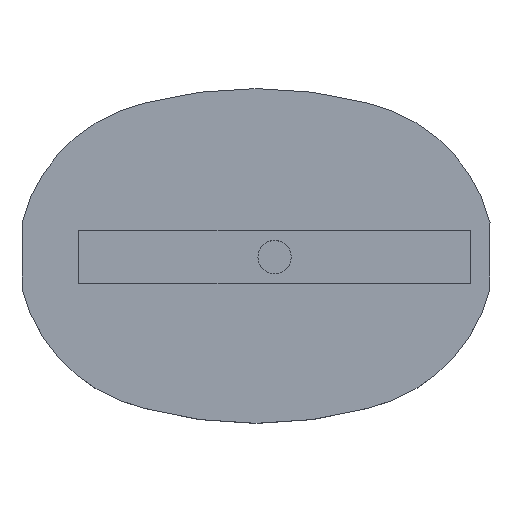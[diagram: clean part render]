
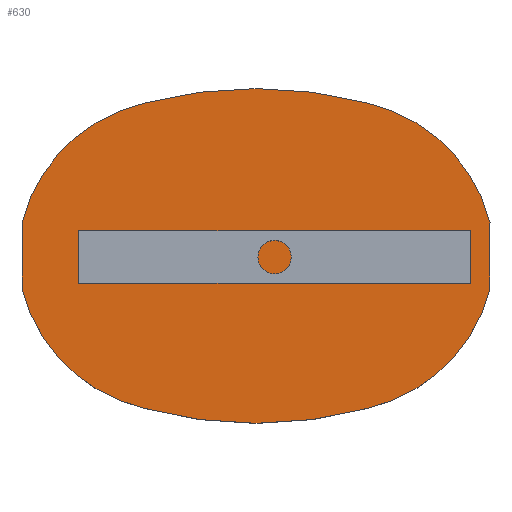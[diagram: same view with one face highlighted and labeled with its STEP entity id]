
A CAD part, top view. The second image highlights one B-rep face of the part: STEP entity #630.
In plain terms, the highlighted face is planar.
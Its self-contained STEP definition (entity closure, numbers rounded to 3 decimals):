
#44=CIRCLE('',#698,12.448);
#46=CIRCLE('',#701,33.044);
#48=CIRCLE('',#704,12.448);
#50=CIRCLE('',#708,12.448);
#52=CIRCLE('',#711,32.096);
#54=CIRCLE('',#714,12.449);
#89=FACE_OUTER_BOUND('',#126,.T.);
#126=EDGE_LOOP('',(#503,#504,#505,#506,#507,#508,#509,#510));
#160=LINE('',#989,#221);
#167=LINE('',#1015,#228);
#221=VECTOR('',#800,10.);
#228=VECTOR('',#827,10.);
#286=VERTEX_POINT('',#987);
#287=VERTEX_POINT('',#988);
#290=VERTEX_POINT('',#996);
#292=VERTEX_POINT('',#1002);
#294=VERTEX_POINT('',#1008);
#296=VERTEX_POINT('',#1014);
#298=VERTEX_POINT('',#1020);
#300=VERTEX_POINT('',#1026);
#352=EDGE_CURVE('',#286,#287,#160,.T.);
#356=EDGE_CURVE('',#290,#287,#44,.T.);
#359=EDGE_CURVE('',#292,#290,#46,.T.);
#362=EDGE_CURVE('',#294,#292,#48,.T.);
#365=EDGE_CURVE('',#296,#294,#167,.T.);
#368=EDGE_CURVE('',#298,#296,#50,.T.);
#371=EDGE_CURVE('',#300,#298,#52,.T.);
#374=EDGE_CURVE('',#286,#300,#54,.T.);
#503=ORIENTED_EDGE('',*,*,#374,.F.);
#504=ORIENTED_EDGE('',*,*,#352,.T.);
#505=ORIENTED_EDGE('',*,*,#356,.F.);
#506=ORIENTED_EDGE('',*,*,#359,.F.);
#507=ORIENTED_EDGE('',*,*,#362,.F.);
#508=ORIENTED_EDGE('',*,*,#365,.F.);
#509=ORIENTED_EDGE('',*,*,#368,.F.);
#510=ORIENTED_EDGE('',*,*,#371,.F.);
#595=PLANE('',#717);
#630=ADVANCED_FACE('',(#89),#595,.F.);
#698=AXIS2_PLACEMENT_3D('',#997,#806,#807);
#701=AXIS2_PLACEMENT_3D('',#1003,#813,#814);
#704=AXIS2_PLACEMENT_3D('',#1009,#820,#821);
#708=AXIS2_PLACEMENT_3D('',#1021,#832,#833);
#711=AXIS2_PLACEMENT_3D('',#1027,#839,#840);
#714=AXIS2_PLACEMENT_3D('',#1032,#846,#847);
#717=AXIS2_PLACEMENT_3D('',#1035,#852,#853);
#800=DIRECTION('',(0.,-1.,0.));
#806=DIRECTION('center_axis',(0.,0.,
1.));
#807=DIRECTION('ref_axis',(0.222,-0.975,0.));
#813=DIRECTION('center_axis',(0.,0.,
1.));
#814=DIRECTION('ref_axis',(-0.256,-0.967,0.));
#820=DIRECTION('center_axis',(0.,0.,
1.));
#821=DIRECTION('ref_axis',(-0.969,-0.249,0.));
#827=DIRECTION('',(0.,-1.,0.));
#832=DIRECTION('center_axis',(0.,0.,
1.));
#833=DIRECTION('ref_axis',(-0.222,0.975,0.));
#839=DIRECTION('center_axis',(0.,0.,
1.));
#840=DIRECTION('ref_axis',(0.263,0.965,0.));
#846=DIRECTION('center_axis',(0.,0.,
1.));
#847=DIRECTION('ref_axis',(0.969,0.249,0.));
#852=DIRECTION('center_axis',(0.,0.,1.));
#853=DIRECTION('ref_axis',(1.,0.,0.));
#987=CARTESIAN_POINT('',(504.143,-46.574,58.));
#988=CARTESIAN_POINT('',(504.144,-51.644,58.));
#989=CARTESIAN_POINT('',(504.143,-46.574,58.));
#996=CARTESIAN_POINT('',(494.85,-60.685,58.));
#997=CARTESIAN_POINT('Origin',(492.087,-48.547,58.));
#1002=CARTESIAN_POINT('',(477.951,-60.685,58.));
#1003=CARTESIAN_POINT('Origin',(486.4,-28.739,58.));
#1008=CARTESIAN_POINT('',(468.656,-51.644,58.));
#1009=CARTESIAN_POINT('Origin',(480.713,-48.547,58.));
#1014=CARTESIAN_POINT('',(468.656,-46.574,58.));
#1015=CARTESIAN_POINT('',(468.656,-46.574,58.));
#1020=CARTESIAN_POINT('',(477.95,-37.534,58.));
#1021=CARTESIAN_POINT('Origin',(480.713,-49.671,58.));
#1026=CARTESIAN_POINT('',(494.849,-37.534,58.));
#1027=CARTESIAN_POINT('Origin',(486.4,-68.498,58.));
#1032=CARTESIAN_POINT('Origin',(492.086,-49.672,58.));
#1035=CARTESIAN_POINT('Origin',(486.4,-49.109,58.));
